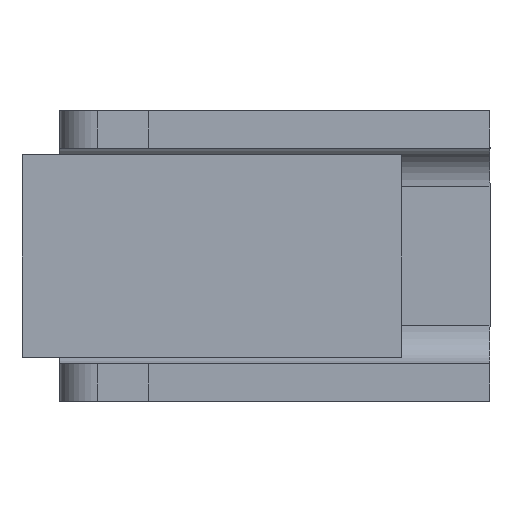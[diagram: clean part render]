
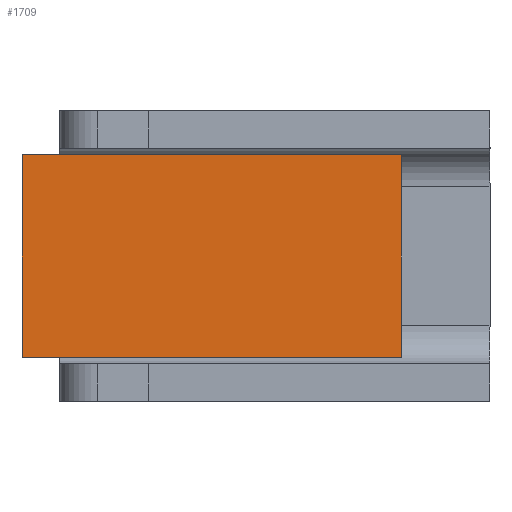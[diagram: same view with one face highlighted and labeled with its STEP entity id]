
A CAD part, front view. The second image highlights one B-rep face of the part: STEP entity #1709.
In plain terms, the highlighted planar face has unit normal (0, -1, 0).
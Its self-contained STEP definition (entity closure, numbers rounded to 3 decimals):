
#1580=CARTESIAN_POINT('',(30.0,0.0,16.0));
#1581=VERTEX_POINT('',#1580);
#1588=CARTESIAN_POINT('',(30.0,0.0,0.0));
#1589=VERTEX_POINT('',#1588);
#1590=CARTESIAN_POINT('',(30.0,0.0,0.0));
#1591=DIRECTION('',(0.0,0.0,1.0));
#1592=VECTOR('',#1591,16.0);
#1593=LINE('',#1590,#1592);
#1594=EDGE_CURVE('',#1589,#1581,#1593,.T.);
#1643=CARTESIAN_POINT('',(0.0,0.0,16.0));
#1644=VERTEX_POINT('',#1643);
#1651=CARTESIAN_POINT('',(30.0,0.0,16.0));
#1652=DIRECTION('',(-1.0,0.0,0.0));
#1653=VECTOR('',#1652,30.0);
#1654=LINE('',#1651,#1653);
#1655=EDGE_CURVE('',#1581,#1644,#1654,.T.);
#1686=CARTESIAN_POINT('',(1.0,0.0,0.0));
#1687=DIRECTION('',(0.0,-1.0,0.0));
#1688=DIRECTION('',(0.0,0.0,-1.0));
#1689=AXIS2_PLACEMENT_3D('',#1686,#1687,#1688);
#1690=PLANE('',#1689);
#1691=ORIENTED_EDGE('',*,*,#1655,.T.);
#1692=CARTESIAN_POINT('',(0.0,0.0,0.0));
#1693=VERTEX_POINT('',#1692);
#1694=CARTESIAN_POINT('',(0.0,0.0,0.0));
#1695=DIRECTION('',(0.0,0.0,1.0));
#1696=VECTOR('',#1695,16.0);
#1697=LINE('',#1694,#1696);
#1698=EDGE_CURVE('',#1693,#1644,#1697,.T.);
#1699=ORIENTED_EDGE('',*,*,#1698,.F.);
#1700=CARTESIAN_POINT('',(0.0,0.0,0.0));
#1701=DIRECTION('',(1.0,0.0,0.0));
#1702=VECTOR('',#1701,30.0);
#1703=LINE('',#1700,#1702);
#1704=EDGE_CURVE('',#1693,#1589,#1703,.T.);
#1705=ORIENTED_EDGE('',*,*,#1704,.T.);
#1706=ORIENTED_EDGE('',*,*,#1594,.T.);
#1707=EDGE_LOOP('',(#1691,#1699,#1705,#1706));
#1708=FACE_OUTER_BOUND('',#1707,.T.);
#1709=ADVANCED_FACE('',(#1708),#1690,.T.);
